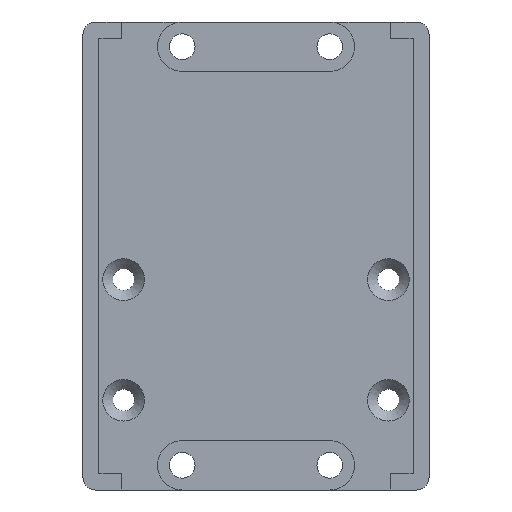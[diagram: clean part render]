
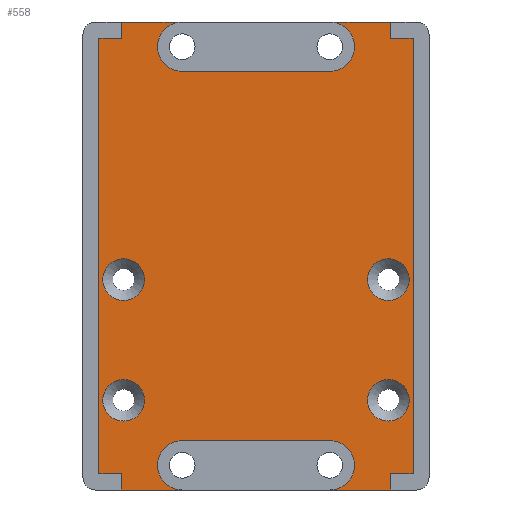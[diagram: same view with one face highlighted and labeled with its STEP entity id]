
A CAD part, front view. The second image highlights one B-rep face of the part: STEP entity #558.
In plain terms, the highlighted planar face has unit normal (0, -1, 0).
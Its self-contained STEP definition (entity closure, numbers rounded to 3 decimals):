
#532 = VERTEX_POINT('',#533);
#533 = CARTESIAN_POINT('',(-21.,-4.,34.));
#541 = VERTEX_POINT('',#542);
#542 = CARTESIAN_POINT('',(-21.,-4.,36.5));
#548 = EDGE_CURVE('',#532,#541,#549,.T.);
#549 = LINE('',#550,#551);
#550 = CARTESIAN_POINT('',(-21.,-4.,34.));
#551 = VECTOR('',#552,1.);
#552 = DIRECTION('',(0.,0.,1.));
#558 = ADVANCED_FACE('',(#559,#716,#727,#738,#749),#760,.F.);
#559 = FACE_BOUND('',#560,.F.);
#560 = EDGE_LOOP('',(#561,#569,#570,#578,#587,#595,#604,#612,#620,#628,
    #636,#644,#652,#660,#669,#677,#686,#694,#702,#710));
#561 = ORIENTED_EDGE('',*,*,#562,.T.);
#562 = EDGE_CURVE('',#563,#532,#565,.T.);
#563 = VERTEX_POINT('',#564);
#564 = CARTESIAN_POINT('',(-24.5,-4.,34.));
#565 = LINE('',#566,#567);
#566 = CARTESIAN_POINT('',(-24.5,-4.,34.));
#567 = VECTOR('',#568,1.);
#568 = DIRECTION('',(1.,0.,0.));
#569 = ORIENTED_EDGE('',*,*,#548,.T.);
#570 = ORIENTED_EDGE('',*,*,#571,.F.);
#571 = EDGE_CURVE('',#572,#541,#574,.T.);
#572 = VERTEX_POINT('',#573);
#573 = CARTESIAN_POINT('',(-11.5,-4.,36.5));
#574 = LINE('',#575,#576);
#575 = CARTESIAN_POINT('',(25.,-4.,36.5));
#576 = VECTOR('',#577,1.);
#577 = DIRECTION('',(-1.,0.,0.));
#578 = ORIENTED_EDGE('',*,*,#579,.T.);
#579 = EDGE_CURVE('',#572,#580,#582,.T.);
#580 = VERTEX_POINT('',#581);
#581 = CARTESIAN_POINT('',(-11.5,-4.,28.8));
#582 = CIRCLE('',#583,3.85);
#583 = AXIS2_PLACEMENT_3D('',#584,#585,#586);
#584 = CARTESIAN_POINT('',(-11.5,-4.,32.65));
#585 = DIRECTION('',(0.,-1.,0.));
#586 = DIRECTION('',(1.,0.,0.));
#587 = ORIENTED_EDGE('',*,*,#588,.T.);
#588 = EDGE_CURVE('',#580,#589,#591,.T.);
#589 = VERTEX_POINT('',#590);
#590 = CARTESIAN_POINT('',(11.5,-4.,28.8));
#591 = LINE('',#592,#593);
#592 = CARTESIAN_POINT('',(-11.5,-4.,28.8));
#593 = VECTOR('',#594,1.);
#594 = DIRECTION('',(1.,0.,0.));
#595 = ORIENTED_EDGE('',*,*,#596,.T.);
#596 = EDGE_CURVE('',#589,#597,#599,.T.);
#597 = VERTEX_POINT('',#598);
#598 = CARTESIAN_POINT('',(11.5,-4.,36.5));
#599 = CIRCLE('',#600,3.85);
#600 = AXIS2_PLACEMENT_3D('',#601,#602,#603);
#601 = CARTESIAN_POINT('',(11.5,-4.,32.65));
#602 = DIRECTION('',(0.,-1.,0.));
#603 = DIRECTION('',(1.,0.,0.));
#604 = ORIENTED_EDGE('',*,*,#605,.F.);
#605 = EDGE_CURVE('',#606,#597,#608,.T.);
#606 = VERTEX_POINT('',#607);
#607 = CARTESIAN_POINT('',(21.,-4.,36.5));
#608 = LINE('',#609,#610);
#609 = CARTESIAN_POINT('',(25.,-4.,36.5));
#610 = VECTOR('',#611,1.);
#611 = DIRECTION('',(-1.,0.,0.));
#612 = ORIENTED_EDGE('',*,*,#613,.F.);
#613 = EDGE_CURVE('',#614,#606,#616,.T.);
#614 = VERTEX_POINT('',#615);
#615 = CARTESIAN_POINT('',(21.,-4.,34.));
#616 = LINE('',#617,#618);
#617 = CARTESIAN_POINT('',(21.,-4.,34.));
#618 = VECTOR('',#619,1.);
#619 = DIRECTION('',(0.,0.,1.));
#620 = ORIENTED_EDGE('',*,*,#621,.F.);
#621 = EDGE_CURVE('',#622,#614,#624,.T.);
#622 = VERTEX_POINT('',#623);
#623 = CARTESIAN_POINT('',(24.5,-4.,34.));
#624 = LINE('',#625,#626);
#625 = CARTESIAN_POINT('',(24.5,-4.,34.));
#626 = VECTOR('',#627,1.);
#627 = DIRECTION('',(-1.,0.,0.));
#628 = ORIENTED_EDGE('',*,*,#629,.F.);
#629 = EDGE_CURVE('',#630,#622,#632,.T.);
#630 = VERTEX_POINT('',#631);
#631 = CARTESIAN_POINT('',(24.5,-4.,-34.));
#632 = LINE('',#633,#634);
#633 = CARTESIAN_POINT('',(24.5,-4.,-34.));
#634 = VECTOR('',#635,1.);
#635 = DIRECTION('',(0.,0.,1.));
#636 = ORIENTED_EDGE('',*,*,#637,.F.);
#637 = EDGE_CURVE('',#638,#630,#640,.T.);
#638 = VERTEX_POINT('',#639);
#639 = CARTESIAN_POINT('',(21.,-4.,-34.));
#640 = LINE('',#641,#642);
#641 = CARTESIAN_POINT('',(21.,-4.,-34.));
#642 = VECTOR('',#643,1.);
#643 = DIRECTION('',(1.,0.,0.));
#644 = ORIENTED_EDGE('',*,*,#645,.F.);
#645 = EDGE_CURVE('',#646,#638,#648,.T.);
#646 = VERTEX_POINT('',#647);
#647 = CARTESIAN_POINT('',(21.,-4.,-36.5));
#648 = LINE('',#649,#650);
#649 = CARTESIAN_POINT('',(21.,-4.,-36.5));
#650 = VECTOR('',#651,1.);
#651 = DIRECTION('',(0.,0.,1.));
#652 = ORIENTED_EDGE('',*,*,#653,.F.);
#653 = EDGE_CURVE('',#654,#646,#656,.T.);
#654 = VERTEX_POINT('',#655);
#655 = CARTESIAN_POINT('',(11.5,-4.,-36.5));
#656 = LINE('',#657,#658);
#657 = CARTESIAN_POINT('',(-25.,-4.,-36.5));
#658 = VECTOR('',#659,1.);
#659 = DIRECTION('',(1.,0.,0.));
#660 = ORIENTED_EDGE('',*,*,#661,.T.);
#661 = EDGE_CURVE('',#654,#662,#664,.T.);
#662 = VERTEX_POINT('',#663);
#663 = CARTESIAN_POINT('',(11.5,-4.,-28.8));
#664 = CIRCLE('',#665,3.85);
#665 = AXIS2_PLACEMENT_3D('',#666,#667,#668);
#666 = CARTESIAN_POINT('',(11.5,-4.,-32.65));
#667 = DIRECTION('',(0.,-1.,0.));
#668 = DIRECTION('',(1.,0.,0.));
#669 = ORIENTED_EDGE('',*,*,#670,.F.);
#670 = EDGE_CURVE('',#671,#662,#673,.T.);
#671 = VERTEX_POINT('',#672);
#672 = CARTESIAN_POINT('',(-11.5,-4.,-28.8));
#673 = LINE('',#674,#675);
#674 = CARTESIAN_POINT('',(-11.5,-4.,-28.8));
#675 = VECTOR('',#676,1.);
#676 = DIRECTION('',(1.,0.,0.));
#677 = ORIENTED_EDGE('',*,*,#678,.T.);
#678 = EDGE_CURVE('',#671,#679,#681,.T.);
#679 = VERTEX_POINT('',#680);
#680 = CARTESIAN_POINT('',(-11.5,-4.,-36.5));
#681 = CIRCLE('',#682,3.85);
#682 = AXIS2_PLACEMENT_3D('',#683,#684,#685);
#683 = CARTESIAN_POINT('',(-11.5,-4.,-32.65));
#684 = DIRECTION('',(0.,-1.,0.));
#685 = DIRECTION('',(1.,0.,0.));
#686 = ORIENTED_EDGE('',*,*,#687,.F.);
#687 = EDGE_CURVE('',#688,#679,#690,.T.);
#688 = VERTEX_POINT('',#689);
#689 = CARTESIAN_POINT('',(-21.,-4.,-36.5));
#690 = LINE('',#691,#692);
#691 = CARTESIAN_POINT('',(-25.,-4.,-36.5));
#692 = VECTOR('',#693,1.);
#693 = DIRECTION('',(1.,0.,0.));
#694 = ORIENTED_EDGE('',*,*,#695,.T.);
#695 = EDGE_CURVE('',#688,#696,#698,.T.);
#696 = VERTEX_POINT('',#697);
#697 = CARTESIAN_POINT('',(-21.,-4.,-34.));
#698 = LINE('',#699,#700);
#699 = CARTESIAN_POINT('',(-21.,-4.,-36.5));
#700 = VECTOR('',#701,1.);
#701 = DIRECTION('',(0.,0.,1.));
#702 = ORIENTED_EDGE('',*,*,#703,.T.);
#703 = EDGE_CURVE('',#696,#704,#706,.T.);
#704 = VERTEX_POINT('',#705);
#705 = CARTESIAN_POINT('',(-24.5,-4.,-34.));
#706 = LINE('',#707,#708);
#707 = CARTESIAN_POINT('',(-21.,-4.,-34.));
#708 = VECTOR('',#709,1.);
#709 = DIRECTION('',(-1.,0.,0.));
#710 = ORIENTED_EDGE('',*,*,#711,.T.);
#711 = EDGE_CURVE('',#704,#563,#712,.T.);
#712 = LINE('',#713,#714);
#713 = CARTESIAN_POINT('',(-24.5,-4.,-34.));
#714 = VECTOR('',#715,1.);
#715 = DIRECTION('',(0.,0.,1.));
#716 = FACE_BOUND('',#717,.F.);
#717 = EDGE_LOOP('',(#718));
#718 = ORIENTED_EDGE('',*,*,#719,.T.);
#719 = EDGE_CURVE('',#720,#720,#722,.T.);
#720 = VERTEX_POINT('',#721);
#721 = CARTESIAN_POINT('',(-17.4,-4.,-22.5));
#722 = CIRCLE('',#723,3.25);
#723 = AXIS2_PLACEMENT_3D('',#724,#725,#726);
#724 = CARTESIAN_POINT('',(-20.65,-4.,-22.5));
#725 = DIRECTION('',(0.,-1.,0.));
#726 = DIRECTION('',(1.,0.,0.));
#727 = FACE_BOUND('',#728,.F.);
#728 = EDGE_LOOP('',(#729));
#729 = ORIENTED_EDGE('',*,*,#730,.T.);
#730 = EDGE_CURVE('',#731,#731,#733,.T.);
#731 = VERTEX_POINT('',#732);
#732 = CARTESIAN_POINT('',(-17.4,-4.,-3.679));
#733 = CIRCLE('',#734,3.25);
#734 = AXIS2_PLACEMENT_3D('',#735,#736,#737);
#735 = CARTESIAN_POINT('',(-20.65,-4.,-3.679));
#736 = DIRECTION('',(0.,-1.,0.));
#737 = DIRECTION('',(1.,0.,0.));
#738 = FACE_BOUND('',#739,.F.);
#739 = EDGE_LOOP('',(#740));
#740 = ORIENTED_EDGE('',*,*,#741,.T.);
#741 = EDGE_CURVE('',#742,#742,#744,.T.);
#742 = VERTEX_POINT('',#743);
#743 = CARTESIAN_POINT('',(23.9,-4.,-22.5));
#744 = CIRCLE('',#745,3.25);
#745 = AXIS2_PLACEMENT_3D('',#746,#747,#748);
#746 = CARTESIAN_POINT('',(20.65,-4.,-22.5));
#747 = DIRECTION('',(0.,-1.,0.));
#748 = DIRECTION('',(1.,0.,0.));
#749 = FACE_BOUND('',#750,.F.);
#750 = EDGE_LOOP('',(#751));
#751 = ORIENTED_EDGE('',*,*,#752,.T.);
#752 = EDGE_CURVE('',#753,#753,#755,.T.);
#753 = VERTEX_POINT('',#754);
#754 = CARTESIAN_POINT('',(23.9,-4.,-3.679));
#755 = CIRCLE('',#756,3.25);
#756 = AXIS2_PLACEMENT_3D('',#757,#758,#759);
#757 = CARTESIAN_POINT('',(20.65,-4.,-3.679));
#758 = DIRECTION('',(0.,-1.,0.));
#759 = DIRECTION('',(1.,0.,0.));
#760 = PLANE('',#761);
#761 = AXIS2_PLACEMENT_3D('',#762,#763,#764);
#762 = CARTESIAN_POINT('',(0.,-4.,0.));
#763 = DIRECTION('',(0.,1.,0.));
#764 = DIRECTION('',(0.,0.,1.));
